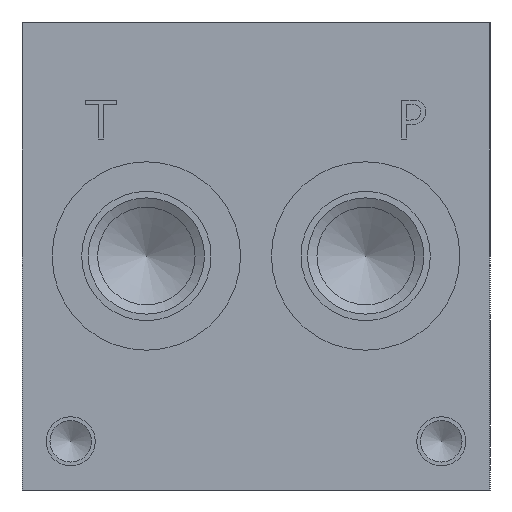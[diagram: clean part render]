
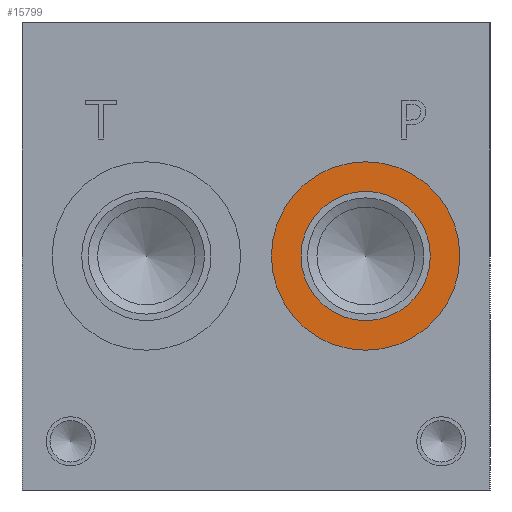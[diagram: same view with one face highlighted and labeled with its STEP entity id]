
A CAD part, left-side view. The second image highlights one B-rep face of the part: STEP entity #15799.
In plain terms, the highlighted planar face has unit normal (-1, 0, 0).
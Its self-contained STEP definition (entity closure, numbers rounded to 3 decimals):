
#304=CIRCLE('',#16536,15.342);
#305=CIRCLE('',#16537,15.342);
#306=CIRCLE('',#16539,10.528);
#307=CIRCLE('',#16540,10.528);
#787=FACE_BOUND('',#2824,.T.);
#1259=PLANE('',#16538);
#1908=FACE_OUTER_BOUND('',#2823,.T.);
#2823=EDGE_LOOP('',(#13258,#13259));
#2824=EDGE_LOOP('',(#13260,#13261));
#7351=VERTEX_POINT('',#26600);
#7352=VERTEX_POINT('',#26602);
#7353=VERTEX_POINT('',#26606);
#7354=VERTEX_POINT('',#26607);
#9446=EDGE_CURVE('',#7351,#7352,#304,.T.);
#9447=EDGE_CURVE('',#7352,#7351,#305,.T.);
#9448=EDGE_CURVE('',#7353,#7354,#306,.T.);
#9449=EDGE_CURVE('',#7354,#7353,#307,.T.);
#13258=ORIENTED_EDGE('',*,*,#9447,.F.);
#13259=ORIENTED_EDGE('',*,*,#9446,.F.);
#13260=ORIENTED_EDGE('',*,*,#9448,.T.);
#13261=ORIENTED_EDGE('',*,*,#9449,.T.);
#15799=ADVANCED_FACE('',(#1908,#787),#1259,.F.);
#16536=AXIS2_PLACEMENT_3D('',#26603,#19325,#19326);
#16537=AXIS2_PLACEMENT_3D('',#26604,#19327,#19328);
#16538=AXIS2_PLACEMENT_3D('',#26605,#19329,#19330);
#16539=AXIS2_PLACEMENT_3D('',#26608,#19331,#19332);
#16540=AXIS2_PLACEMENT_3D('',#26609,#19333,#19334);
#19325=DIRECTION('center_axis',(1.,0.,0.));
#19326=DIRECTION('ref_axis',(0.,0.,-1.));
#19327=DIRECTION('center_axis',(1.,0.,0.));
#19328=DIRECTION('ref_axis',(0.,0.,-1.));
#19329=DIRECTION('center_axis',(1.,0.,0.));
#19330=DIRECTION('ref_axis',(0.,0.,-1.));
#19331=DIRECTION('center_axis',(1.,0.,0.));
#19332=DIRECTION('ref_axis',(0.,0.,-1.));
#19333=DIRECTION('center_axis',(1.,0.,0.));
#19334=DIRECTION('ref_axis',(0.,0.,-1.));
#26600=CARTESIAN_POINT('',(0.787,20.244,22.758));
#26602=CARTESIAN_POINT('',(0.787,20.244,53.442));
#26603=CARTESIAN_POINT('Origin',(0.787,20.244,38.1));
#26604=CARTESIAN_POINT('Origin',(0.787,20.244,38.1));
#26605=CARTESIAN_POINT('Origin',(0.787,20.244,48.628));
#26606=CARTESIAN_POINT('',(0.787,20.244,48.628));
#26607=CARTESIAN_POINT('',(0.787,20.244,27.572));
#26608=CARTESIAN_POINT('Origin',(0.787,20.244,38.1));
#26609=CARTESIAN_POINT('Origin',(0.787,20.244,38.1));
